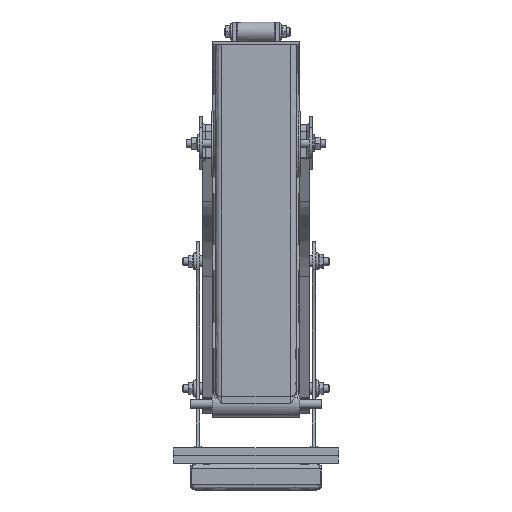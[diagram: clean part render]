
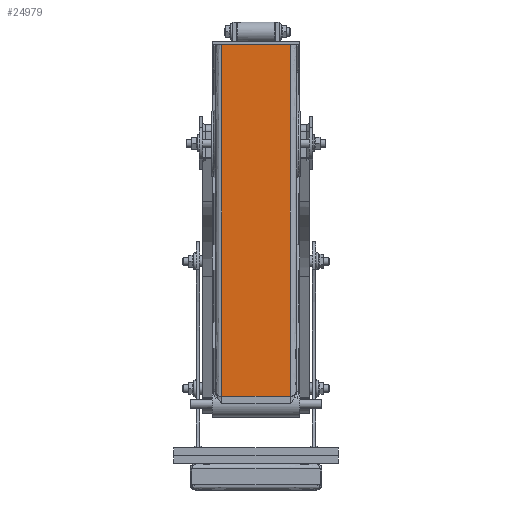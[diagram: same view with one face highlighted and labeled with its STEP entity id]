
A CAD part, front view. The second image highlights one B-rep face of the part: STEP entity #24979.
In plain terms, the highlighted free-form (B-spline) face has degree [1, 1] with [2, 2] control points.
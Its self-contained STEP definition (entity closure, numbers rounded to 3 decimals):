
#24499 = VERTEX_POINT('',#24500);
#24500 = CARTESIAN_POINT('',(60.318,-832.045,
    164.876));
#24506 = EDGE_CURVE('',#24507,#24499,#24509,.T.);
#24507 = VERTEX_POINT('',#24508);
#24508 = CARTESIAN_POINT('',(-60.318,-832.045,
    164.876));
#24509 = B_SPLINE_CURVE_WITH_KNOTS('',1,(#24510,#24511),.UNSPECIFIED.,
  .F.,.F.,(2,2),(-21.726,82.274),
  .PIECEWISE_BEZIER_KNOTS.);
#24510 = CARTESIAN_POINT('',(-60.318,-832.045,
    164.876));
#24511 = CARTESIAN_POINT('',(60.318,-832.045,
    164.876));
#24959 = EDGE_CURVE('',#24507,#24960,#24962,.T.);
#24960 = VERTEX_POINT('',#24961);
#24961 = CARTESIAN_POINT('',(-60.318,-832.045,
    783.659));
#24962 = B_SPLINE_CURVE_WITH_KNOTS('',1,(#24963,#24964),.UNSPECIFIED.,
  .F.,.F.,(2,2),(-258.453,275.),.PIECEWISE_BEZIER_KNOTS.);
#24963 = CARTESIAN_POINT('',(-60.318,-832.045,
    164.876));
#24964 = CARTESIAN_POINT('',(-60.318,-832.045,
    783.659));
#24979 = ADVANCED_FACE('',(#24980),#24996,.F.);
#24980 = FACE_BOUND('',#24981,.T.);
#24981 = EDGE_LOOP('',(#24982,#24983,#24990,#24995));
#24982 = ORIENTED_EDGE('',*,*,#24506,.T.);
#24983 = ORIENTED_EDGE('',*,*,#24984,.T.);
#24984 = EDGE_CURVE('',#24499,#24985,#24987,.T.);
#24985 = VERTEX_POINT('',#24986);
#24986 = CARTESIAN_POINT('',(60.318,-832.045,
    783.659));
#24987 = B_SPLINE_CURVE_WITH_KNOTS('',1,(#24988,#24989),.UNSPECIFIED.,
  .F.,.F.,(2,2),(-258.453,275.),.PIECEWISE_BEZIER_KNOTS.);
#24988 = CARTESIAN_POINT('',(60.318,-832.045,
    164.876));
#24989 = CARTESIAN_POINT('',(60.318,-832.045,
    783.659));
#24990 = ORIENTED_EDGE('',*,*,#24991,.T.);
#24991 = EDGE_CURVE('',#24985,#24960,#24992,.T.);
#24992 = B_SPLINE_CURVE_WITH_KNOTS('',1,(#24993,#24994),.UNSPECIFIED.,
  .F.,.F.,(2,2),(121.341,225.341),
  .PIECEWISE_BEZIER_KNOTS.);
#24993 = CARTESIAN_POINT('',(60.318,-832.045,
    783.659));
#24994 = CARTESIAN_POINT('',(-60.318,-832.045,
    783.659));
#24995 = ORIENTED_EDGE('',*,*,#24959,.F.);
#24996 = B_SPLINE_SURFACE_WITH_KNOTS('',1,1,(
    (#24997,#24998)
    ,(#24999,#25000
    )),.UNSPECIFIED.,.F.,.F.,.F.,(2,2),(2,2),(-275.,258.453),(
    -50.548,53.452),.PIECEWISE_BEZIER_KNOTS.);
#24997 = CARTESIAN_POINT('',(60.318,-832.045,
    783.659));
#24998 = CARTESIAN_POINT('',(-60.318,-832.045,
    783.659));
#24999 = CARTESIAN_POINT('',(60.318,-832.045,
    164.876));
#25000 = CARTESIAN_POINT('',(-60.318,-832.045,
    164.876));
